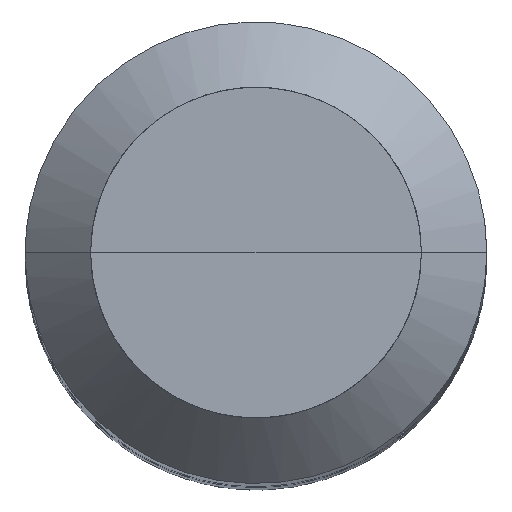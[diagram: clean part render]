
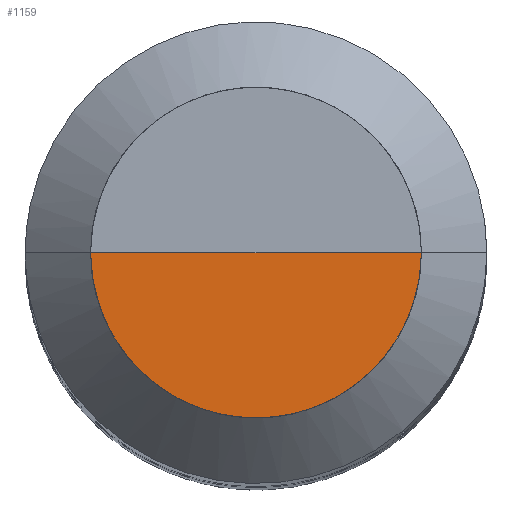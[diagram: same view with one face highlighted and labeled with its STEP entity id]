
A CAD part, top view. The second image highlights one B-rep face of the part: STEP entity #1159.
In plain terms, the highlighted free-form (B-spline) face has degree [1, 2] with [2, 5] control points.
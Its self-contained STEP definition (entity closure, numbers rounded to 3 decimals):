
#848=CARTESIAN_POINT('',(4.3,0.0,45.0));
#852=CARTESIAN_POINT('',(-4.3,0.0,45.0));
#853=CARTESIAN_POINT('',(0.0,0.0,45.0));
#860=CARTESIAN_POINT('',(-4.3,-4.3,45.0));
#861=CARTESIAN_POINT('',(0.0,-4.3,45.0));
#862=CARTESIAN_POINT('',(4.3,-4.3,45.0));
#1144=(
BOUNDED_SURFACE()
B_SPLINE_SURFACE(1,2,(
(#852,#860,#861,#862,#848),
(#853,#853,#853,#853,#853)
), .UNSPECIFIED.,.F.,.F.,.F.)
B_SPLINE_SURFACE_WITH_KNOTS((2,2),(3,2,3),(
0.0,1.0),(
0.0,0.5,1.0), .UNSPECIFIED.)
GEOMETRIC_REPRESENTATION_ITEM()
RATIONAL_B_SPLINE_SURFACE(((1.0,0.707,1.0,0.707,1.0),
(1.0,0.707,1.0,0.707,1.0)
))
REPRESENTATION_ITEM('')
SURFACE()
);
#1145=(
BOUNDED_CURVE()
B_SPLINE_CURVE(1,(#853,#848),.UNSPECIFIED.,.F.,.F.)
B_SPLINE_CURVE_WITH_KNOTS((2,2),
(0.0,1.0),.UNSPECIFIED.)
CURVE()
GEOMETRIC_REPRESENTATION_ITEM()
RATIONAL_B_SPLINE_CURVE((1.0,1.0))
REPRESENTATION_ITEM('')
);
#1146=(
BOUNDED_CURVE()
B_SPLINE_CURVE(2,(#848,#862,#861,#860,#852),.UNSPECIFIED.,.F.,.F.)
B_SPLINE_CURVE_WITH_KNOTS((3,2,3),
(0.0,0.5,1.0),.UNSPECIFIED.)
CURVE()
GEOMETRIC_REPRESENTATION_ITEM()
RATIONAL_B_SPLINE_CURVE((1.0,0.707,1.0,0.707,1.0))
REPRESENTATION_ITEM('')
);
#1147=(
BOUNDED_CURVE()
B_SPLINE_CURVE(1,(#852,#853),.UNSPECIFIED.,.F.,.F.)
B_SPLINE_CURVE_WITH_KNOTS((2,2),
(0.0,1.0),.UNSPECIFIED.)
CURVE()
GEOMETRIC_REPRESENTATION_ITEM()
RATIONAL_B_SPLINE_CURVE((1.0,1.0))
REPRESENTATION_ITEM('')
);
#1148=VERTEX_POINT('',#848);
#1149=VERTEX_POINT('',#852);
#1150=VERTEX_POINT('',#853);
#1151=EDGE_CURVE('',#1150,#1148,#1145,.T.);
#1152=EDGE_CURVE('',#1148,#1149,#1146,.T.);
#1153=EDGE_CURVE('',#1149,#1150,#1147,.T.);
#1154=ORIENTED_EDGE('',*,*,#1151,.T.);
#1155=ORIENTED_EDGE('',*,*,#1152,.T.);
#1156=ORIENTED_EDGE('',*,*,#1153,.T.);
#1157=EDGE_LOOP('',(#1154,#1155,#1156));
#1158=FACE_OUTER_BOUND('',#1157,.T.);
#1159=ADVANCED_FACE('',(#1158),#1144,.T.);
